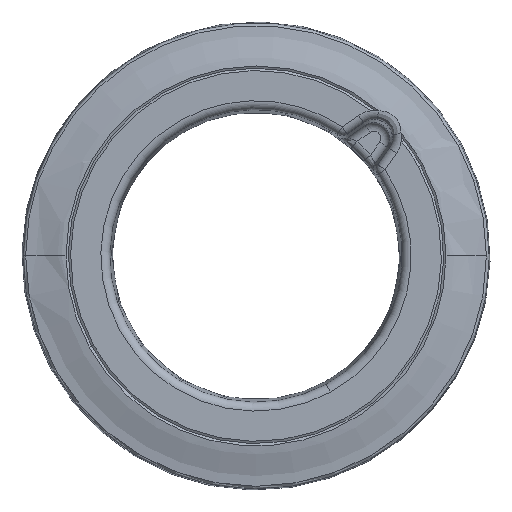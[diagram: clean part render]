
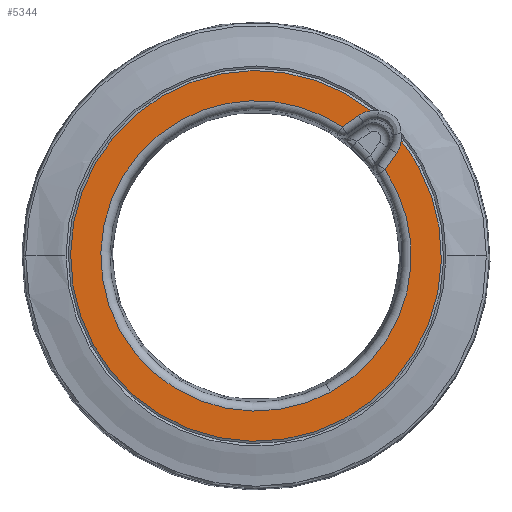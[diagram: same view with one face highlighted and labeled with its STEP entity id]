
A CAD part, top view. The second image highlights one B-rep face of the part: STEP entity #5344.
In plain terms, the highlighted planar face has unit normal (0, 0, 1).
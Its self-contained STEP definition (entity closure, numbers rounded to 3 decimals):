
#4324=AXIS2_PLACEMENT_3D('Circle Axis2P3D',#4322,#4323,$) ;
#4331=AXIS2_PLACEMENT_3D('Circle Axis2P3D',#4329,#4330,$) ;
#4905=AXIS2_PLACEMENT_3D('Circle Axis2P3D',#4903,#4904,$) ;
#4929=AXIS2_PLACEMENT_3D('Circle Axis2P3D',#4927,#4928,$) ;
#5202=AXIS2_PLACEMENT_3D('Circle Axis2P3D',#5200,#5201,$) ;
#5207=AXIS2_PLACEMENT_3D('Circle Axis2P3D',#5205,#5206,$) ;
#5272=AXIS2_PLACEMENT_3D('Circle Axis2P3D',#5270,#5271,$) ;
#5285=AXIS2_PLACEMENT_3D('Plane Axis2P3D',#5282,#5283,#5284) ;
#5289=AXIS2_PLACEMENT_3D('Circle Axis2P3D',#5287,#5288,$) ;
#5296=AXIS2_PLACEMENT_3D('Circle Axis2P3D',#5294,#5295,$) ;
#5303=AXIS2_PLACEMENT_3D('Circle Axis2P3D',#5301,#5302,$) ;
#5310=AXIS2_PLACEMENT_3D('Circle Axis2P3D',#5308,#5309,$) ;
#5317=AXIS2_PLACEMENT_3D('Circle Axis2P3D',#5315,#5316,$) ;
#5324=AXIS2_PLACEMENT_3D('Circle Axis2P3D',#5322,#5323,$) ;
#4319=CARTESIAN_POINT('Vertex',(9.752,14.616,9.5)) ;
#4322=CARTESIAN_POINT('Axis2P3D Location',(0.,0.,9.5)) ;
#4326=CARTESIAN_POINT('Vertex',(-8.424,15.42,9.5)) ;
#4329=CARTESIAN_POINT('Axis2P3D Location',(0.,0.,9.5)) ;
#4333=CARTESIAN_POINT('Vertex',(8.424,-15.42,9.5)) ;
#4588=CARTESIAN_POINT('Vertex',(14.616,9.752,9.5)) ;
#4610=CARTESIAN_POINT('Line Origine',(7.788,0.,9.5)) ;
#4614=CARTESIAN_POINT('Vertex',(15.902,11.588,9.5)) ;
#4844=CARTESIAN_POINT('Vertex',(16.418,13.881,9.5)) ;
#4881=CARTESIAN_POINT('Vertex',(13.881,16.418,9.5)) ;
#4903=CARTESIAN_POINT('Axis2P3D Location',(13.364,13.364,9.5)) ;
#4907=CARTESIAN_POINT('Vertex',(11.588,15.902,9.5)) ;
#4927=CARTESIAN_POINT('Axis2P3D Location',(13.364,13.364,9.5)) ;
#5162=CARTESIAN_POINT('Line Origine',(0.,7.788,9.5)) ;
#5197=CARTESIAN_POINT('Vertex',(13.842,16.452,9.5)) ;
#5200=CARTESIAN_POINT('Axis2P3D Location',(0.,0.,9.5)) ;
#5205=CARTESIAN_POINT('Axis2P3D Location',(0.,0.,9.5)) ;
#5209=CARTESIAN_POINT('Vertex',(16.452,13.842,9.5)) ;
#5270=CARTESIAN_POINT('Axis2P3D Location',(0.,0.,9.5)) ;
#5282=CARTESIAN_POINT('Axis2P3D Location',(0.,0.,9.5)) ;
#5287=CARTESIAN_POINT('Axis2P3D Location',(13.386,13.386,9.5)) ;
#5291=CARTESIAN_POINT('Vertex',(13.02,16.464,9.5)) ;
#5294=CARTESIAN_POINT('Axis2P3D Location',(0.,0.,9.5)) ;
#5298=CARTESIAN_POINT('Vertex',(-18.421,-10.063,9.5)) ;
#5301=CARTESIAN_POINT('Axis2P3D Location',(0.,0.,9.5)) ;
#5305=CARTESIAN_POINT('Vertex',(18.421,10.063,9.5)) ;
#5308=CARTESIAN_POINT('Axis2P3D Location',(0.,0.,9.5)) ;
#5312=CARTESIAN_POINT('Vertex',(16.464,13.02,9.5)) ;
#5315=CARTESIAN_POINT('Axis2P3D Location',(13.386,13.386,9.5)) ;
#5319=CARTESIAN_POINT('Vertex',(16.486,13.386,9.5)) ;
#5322=CARTESIAN_POINT('Axis2P3D Location',(13.386,13.386,9.5)) ;
#4323=DIRECTION('Axis2P3D Direction',(0.,0.,-1.)) ;
#4330=DIRECTION('Axis2P3D Direction',(0.,0.,-1.)) ;
#4611=DIRECTION('Vector Direction',(0.574,0.819,0.)) ;
#4904=DIRECTION('Axis2P3D Direction',(-0.,0.,-1.)) ;
#4928=DIRECTION('Axis2P3D Direction',(0.,0.,-1.)) ;
#5163=DIRECTION('Vector Direction',(-0.819,-0.574,0.)) ;
#5201=DIRECTION('Axis2P3D Direction',(0.,0.,1.)) ;
#5206=DIRECTION('Axis2P3D Direction',(0.,0.,1.)) ;
#5271=DIRECTION('Axis2P3D Direction',(-0.,0.,-1.)) ;
#5283=DIRECTION('Axis2P3D Direction',(0.,0.,-1.)) ;
#5284=DIRECTION('Axis2P3D XDirection',(0.,1.,0.)) ;
#5288=DIRECTION('Axis2P3D Direction',(0.,0.,-1.)) ;
#5295=DIRECTION('Axis2P3D Direction',(0.,0.,-1.)) ;
#5302=DIRECTION('Axis2P3D Direction',(0.,0.,-1.)) ;
#5309=DIRECTION('Axis2P3D Direction',(0.,0.,-1.)) ;
#5316=DIRECTION('Axis2P3D Direction',(0.,0.,-1.)) ;
#5323=DIRECTION('Axis2P3D Direction',(0.,0.,-1.)) ;
#4612=VECTOR('Line Direction',#4611,1.) ;
#5164=VECTOR('Line Direction',#5163,1.) ;
#5328=ORIENTED_EDGE('',*,*,#5293,.F.) ;
#5329=ORIENTED_EDGE('',*,*,#5300,.F.) ;
#5330=ORIENTED_EDGE('',*,*,#5307,.F.) ;
#5331=ORIENTED_EDGE('',*,*,#5314,.F.) ;
#5332=ORIENTED_EDGE('',*,*,#5321,.F.) ;
#5333=ORIENTED_EDGE('',*,*,#5326,.F.) ;
#5334=ORIENTED_EDGE('',*,*,#5211,.T.) ;
#5335=ORIENTED_EDGE('',*,*,#4931,.F.) ;
#5336=ORIENTED_EDGE('',*,*,#4616,.F.) ;
#5337=ORIENTED_EDGE('',*,*,#5274,.F.) ;
#5338=ORIENTED_EDGE('',*,*,#4335,.F.) ;
#5339=ORIENTED_EDGE('',*,*,#4328,.F.) ;
#5340=ORIENTED_EDGE('',*,*,#5166,.F.) ;
#5341=ORIENTED_EDGE('',*,*,#4909,.F.) ;
#5342=ORIENTED_EDGE('',*,*,#5204,.T.) ;
#5344=ADVANCED_FACE('Corps principal Enjo HDMI',(#5343),#5286,.F.) ;
#4325=CIRCLE('generated circle',#4324,17.571) ;
#4332=CIRCLE('generated circle',#4331,17.571) ;
#4906=CIRCLE('generated circle',#4905,3.098) ;
#4930=CIRCLE('generated circle',#4929,3.098) ;
#5203=CIRCLE('generated circle',#5202,21.5) ;
#5208=CIRCLE('generated circle',#5207,21.5) ;
#5273=CIRCLE('generated circle',#5272,17.571) ;
#5290=CIRCLE('generated circle',#5289,3.1) ;
#5297=CIRCLE('generated circle',#5296,20.99) ;
#5304=CIRCLE('generated circle',#5303,20.99) ;
#5311=CIRCLE('generated circle',#5310,20.99) ;
#5318=CIRCLE('generated circle',#5317,3.1) ;
#5325=CIRCLE('generated circle',#5324,3.1) ;
#4328=EDGE_CURVE('',#4320,#4327,#4325,.F.) ;
#4335=EDGE_CURVE('',#4327,#4334,#4332,.F.) ;
#4616=EDGE_CURVE('',#4589,#4615,#4613,.T.) ;
#4909=EDGE_CURVE('',#4882,#4908,#4906,.F.) ;
#4931=EDGE_CURVE('',#4615,#4845,#4930,.F.) ;
#5166=EDGE_CURVE('',#4908,#4320,#5165,.T.) ;
#5204=EDGE_CURVE('',#4882,#5198,#5203,.T.) ;
#5211=EDGE_CURVE('',#5210,#4845,#5208,.T.) ;
#5274=EDGE_CURVE('',#4334,#4589,#5273,.F.) ;
#5293=EDGE_CURVE('',#5292,#5198,#5290,.T.) ;
#5300=EDGE_CURVE('',#5299,#5292,#5297,.T.) ;
#5307=EDGE_CURVE('',#5306,#5299,#5304,.T.) ;
#5314=EDGE_CURVE('',#5313,#5306,#5311,.T.) ;
#5321=EDGE_CURVE('',#5320,#5313,#5318,.T.) ;
#5326=EDGE_CURVE('',#5210,#5320,#5325,.T.) ;
#5327=EDGE_LOOP('',(#5328,#5329,#5330,#5331,#5332,#5333,#5334,#5335,#5336,#5337,#5338,#5339,#5340,#5341,#5342)) ;
#5343=FACE_OUTER_BOUND('',#5327,.T.) ;
#4613=LINE('Line',#4610,#4612) ;
#5165=LINE('Line',#5162,#5164) ;
#5286=PLANE('',#5285) ;
#4320=VERTEX_POINT('',#4319) ;
#4327=VERTEX_POINT('',#4326) ;
#4334=VERTEX_POINT('',#4333) ;
#4589=VERTEX_POINT('',#4588) ;
#4615=VERTEX_POINT('',#4614) ;
#4845=VERTEX_POINT('',#4844) ;
#4882=VERTEX_POINT('',#4881) ;
#4908=VERTEX_POINT('',#4907) ;
#5198=VERTEX_POINT('',#5197) ;
#5210=VERTEX_POINT('',#5209) ;
#5292=VERTEX_POINT('',#5291) ;
#5299=VERTEX_POINT('',#5298) ;
#5306=VERTEX_POINT('',#5305) ;
#5313=VERTEX_POINT('',#5312) ;
#5320=VERTEX_POINT('',#5319) ;
